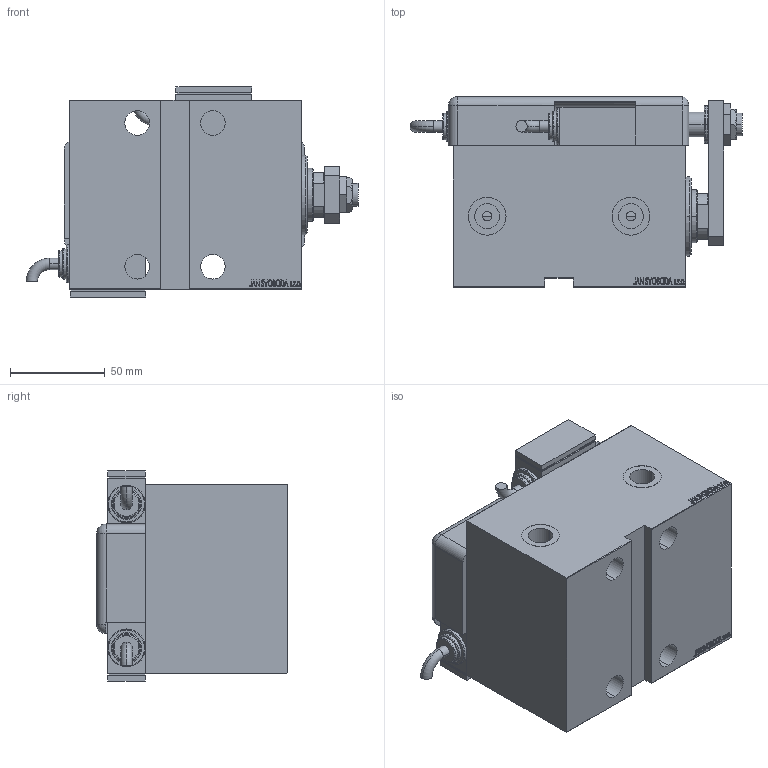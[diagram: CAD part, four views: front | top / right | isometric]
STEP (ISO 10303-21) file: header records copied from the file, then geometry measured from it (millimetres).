
FILE_DESCRIPTION (( 'STEP AP203' ), '1' );
FILE_NAME ('8d7e.STEP', '2024-08-30T07:58:06', ( '' ), ( '' ), 'SwSTEP 2.0', 'SolidWorks 2019', '' );
FILE_SCHEMA (( 'CONFIG_CONTROL_DESIGN' ));
Length unit declared in the file: millimetre
Products named in the file (13): KRYT 71aabe6dbb8c1093d1671de32534190c; ZARAZKA_Q 71aabe6dbb8c1093d1671de32534190c; V450CM_E_Body 71aabe6dbb8c1093d1671de32534190c; NUT_D13 71aabe6dbb8c1093d1671de32534190c; SWITCH_Q_FRONT_BACK 71aabe6dbb8c1093d1671de32534190c; 8d7e; SWITCH Q 71aabe6dbb8c1093d1671de32534190c; MAGNETIC SWITCH Q 71aabe6dbb8c1093d1671de32534190c; V450CM_VC_B 71aabe6dbb8c1093d1671de32534190c; V450CM_E_VCP 71aabe6dbb8c1093d1671de32534190c; TYC 71aabe6dbb8c1093d1671de32534190c; NUT_D19 71aabe6dbb8c1093d1671de32534190c; SWITCH DIM A_G 71aabe6dbb8c1093d1671de32534190c
Assembly tree (13 placements, depth 3):
  8d7e
    V450CM_E_Body 71aabe6dbb8c1093d1671de32534190c
    V450CM_E_VCP 71aabe6dbb8c1093d1671de32534190c
    V450CM_VC_B 71aabe6dbb8c1093d1671de32534190c
    MAGNETIC SWITCH Q 71aabe6dbb8c1093d1671de32534190c
      SWITCH_Q_FRONT_BACK 71aabe6dbb8c1093d1671de32534190c
      TYC 71aabe6dbb8c1093d1671de32534190c
      ZARAZKA_Q 71aabe6dbb8c1093d1671de32534190c
      SWITCH DIM A_G 71aabe6dbb8c1093d1671de32534190c
      NUT_D19 71aabe6dbb8c1093d1671de32534190c
      NUT_D13 71aabe6dbb8c1093d1671de32534190c
      KRYT 71aabe6dbb8c1093d1671de32534190c
      SWITCH Q 71aabe6dbb8c1093d1671de32534190c  x2
Bounding box: 175.46 x 100.8 x 111 mm (x, y, z)
Volume: 953166.2 mm3; surface area: 180527.2 mm2
Topology: 13 solids, 13 shells, 1240 faces, 3156 edges, 2083 vertices
Faces by surface type: plane 616, bspline 471, cylinder 107, cone 22, torus 22, sphere 2
Entity records: 59029 total; most frequent: CARTESIAN_POINT 31553, ORIENTED_EDGE 6116, DIRECTION 3836, EDGE_CURVE 3058, VERTEX_POINT 2023, VECTOR 1836, LINE 1836, EDGE_LOOP 1369
